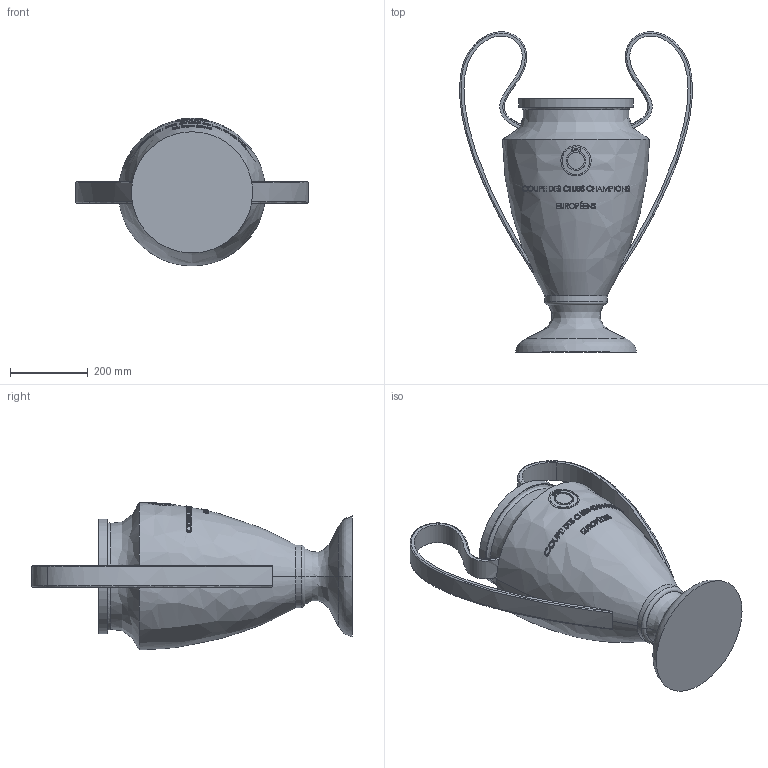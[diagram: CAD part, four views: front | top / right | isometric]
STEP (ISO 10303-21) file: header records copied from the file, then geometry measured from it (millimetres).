
FILE_DESCRIPTION(('FreeCAD Model'),'2;1');
FILE_NAME('Open CASCADE Shape Model','2025-04-27T19:06:50',('FreeCAD'),( 'FreeCAD'),'Open CASCADE STEP processor 7.6','FreeCAD','Unknown');
FILE_SCHEMA(('AUTOMOTIVE_DESIGN { 1 0 10303 214 1 1 1 1 }'));
Products named in the file (1): Open CASCADE STEP translator 7.6 1
Bounding box: 596.95 x 822.12 x 379.57 mm (x, y, z)
Volume: 5059583.4 mm3; surface area: 1669418.2 mm2
Topology: 1 solids, 1 shells, 568 faces, 1511 edges, 996 vertices
Faces by surface type: bspline 568
Entity records: 33804 total; most frequent: CARTESIAN_POINT 24759, ORIENTED_EDGE 3022, EDGE_CURVE 1511, B_SPLINE_CURVE_WITH_KNOTS 1231, VERTEX_POINT 996, FACE_BOUND 623, EDGE_LOOP 623, ADVANCED_FACE 568
